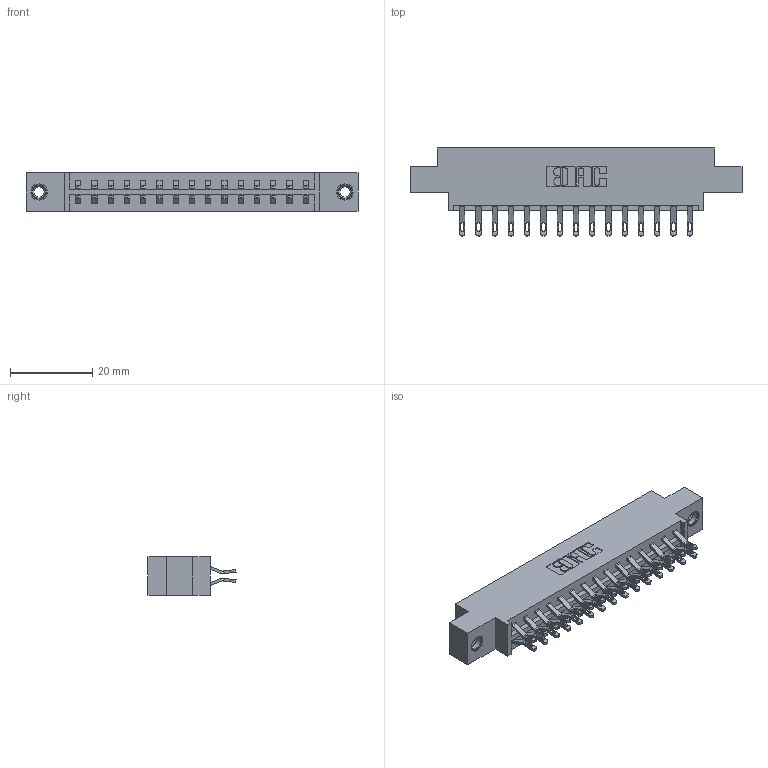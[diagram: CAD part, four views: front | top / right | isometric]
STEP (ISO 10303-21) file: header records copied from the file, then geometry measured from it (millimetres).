
FILE_DESCRIPTION (( 'STEP AP203' ), '1' );
FILE_NAME ('333-030-555-807.STEP', '2018-08-02T18:48:54', ( '' ), ( '' ), 'SwSTEP 2.0', 'SolidWorks 2016', '' );
FILE_SCHEMA (( 'CONFIG_CONTROL_DESIGN' ));
Length unit declared in the file: inch
Products named in the file (4): 333 Part_Offset - .156 Dia - TI; 345-292-001_555 Tail; 345-250-001_345-250-005-103; 333-030-555-807
Assembly tree (33 placements, depth 2):
  333-030-555-807
    333 Part_Offset - .156 Dia - TI
    345-292-001_555 Tail  x30
    345-250-001_345-250-005-103  x2
Bounding box: 80.98 x 21.47 x 9.4 mm (x, y, z)
Volume: 7860.3 mm3; surface area: 9583.1 mm2
Topology: 33 solids, 33 shells, 1918 faces, 5949 edges, 3958 vertices
Faces by surface type: plane 1126, cylinder 776, cone 12, torus 4
Entity records: 14786 total; most frequent: CARTESIAN_POINT 2503, ORIENTED_EDGE 2402, DIRECTION 2187, EDGE_CURVE 1201, LINE 1033, VECTOR 1033, VERTEX_POINT 796, AXIS2_PLACEMENT_3D 577
